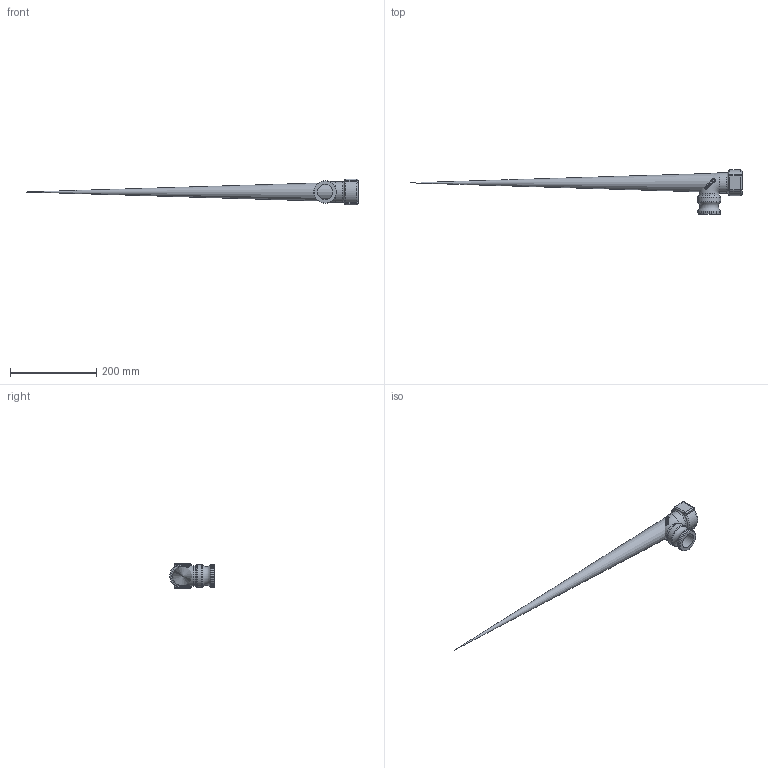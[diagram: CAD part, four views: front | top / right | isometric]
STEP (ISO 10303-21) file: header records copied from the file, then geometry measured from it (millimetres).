
FILE_DESCRIPTION(/* description */ ('1 1/2" MALE COUPLER x 90° 1 1/2" FEMALE NPT, BAGGED'),/* implementation_level */ '2;1');
FILE_NAME(/* name */ '150A90.stp',/* time_stamp */ '2020-03-18T08:53:45-04:00',/* author */ ('ALR'),/* organization */ (''),/* preprocessor_version */ 'ST-DEVELOPER v17.2',/* originating_system */ 'Autodesk Inventor 2019',/* authorisation */ '');
FILE_SCHEMA (('AUTOMOTIVE_DESIGN { 1 0 10303 214 3 1 1 }'));
Length unit declared in the file: inch
Products named in the file (2): 150A90; 150A90U
Assembly tree (1 placements, depth 2):
  150A90
    150A90U
Bounding box: 770.74 x 102.27 x 59.94 mm (x, y, z)
Volume: 135788.3 mm3; surface area: 156822.9 mm2
Topology: 1 solids, 1 shells, 411 faces, 1076 edges, 691 vertices
Faces by surface type: plane 217, cylinder 64, bspline 55, torus 51, cone 16, sphere 8
Full cylindrical faces by diameter (mm): 35.56 x2, 47.244 x2, 53.34 x2
Entity records: 18087 total; most frequent: CARTESIAN_POINT 9301, ORIENTED_EDGE 2120, DIRECTION 1264, EDGE_CURVE 1060, VERTEX_POINT 689, B_SPLINE_CURVE_WITH_KNOTS 615, AXIS2_PLACEMENT_3D 460, EDGE_LOOP 451
